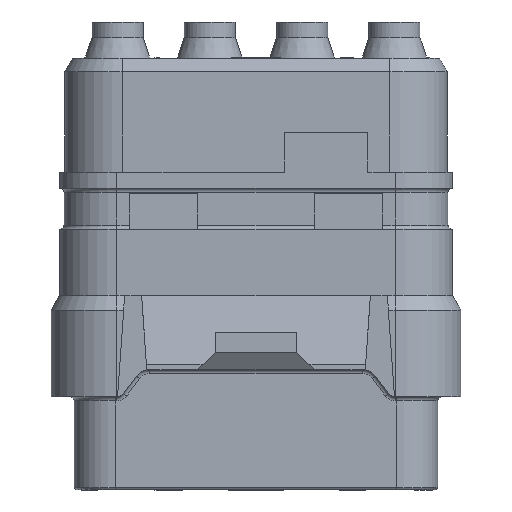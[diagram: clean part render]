
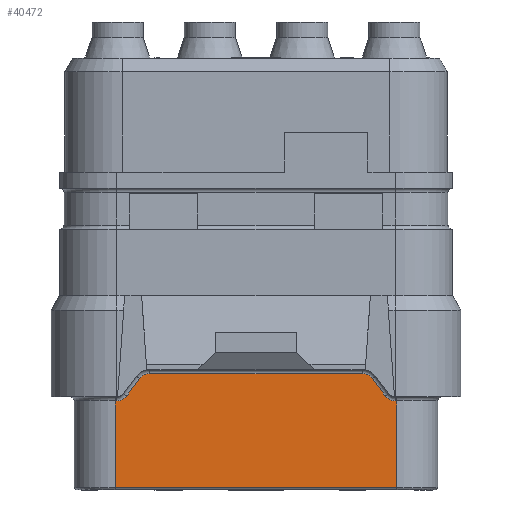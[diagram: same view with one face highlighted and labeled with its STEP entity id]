
A CAD part, front view. The second image highlights one B-rep face of the part: STEP entity #40472.
In plain terms, the highlighted planar face has unit normal (0, -1, 0).
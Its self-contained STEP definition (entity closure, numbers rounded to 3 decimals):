
#5678=DIRECTION('',(-1.,0.,0.));
#5679=VECTOR('',#5678,10.32);
#5680=CARTESIAN_POINT('',(5.16,-5.81,-11.54));
#5681=LINE('',#5680,#5679);
#5702=DIRECTION('',(0.,0.,-1.));
#5703=VECTOR('',#5702,3.16);
#5704=CARTESIAN_POINT('',(-5.16,-5.81,-8.38));
#5705=LINE('',#5704,#5703);
#6756=DIRECTION('',(-0.6,0.,0.8));
#6757=VECTOR('',#6756,0.8);
#6758=CARTESIAN_POINT('',(4.74,-5.81,-8.2));
#6759=LINE('',#6758,#6757);
#6770=CARTESIAN_POINT('',(5.1,-5.81,-7.93));
#6771=DIRECTION('',(0.,1.,0.));
#6772=DIRECTION('',(0.,0.,-1.));
#6773=AXIS2_PLACEMENT_3D('',#6770,#6771,#6772);
#6790=DIRECTION('',(-1.,0.,0.));
#6791=VECTOR('',#6790,0.06);
#6792=CARTESIAN_POINT('',(5.16,-5.81,-8.38));
#6793=LINE('',#6792,#6791);
#6849=DIRECTION('',(0.,0.,-1.));
#6850=VECTOR('',#6849,3.16);
#6851=CARTESIAN_POINT('',(5.16,-5.81,-8.38));
#6852=LINE('',#6851,#6850);
#6862=DIRECTION('',(-1.,0.,0.));
#6863=VECTOR('',#6862,0.06);
#6864=CARTESIAN_POINT('',(-5.1,-5.81,-8.38));
#6865=LINE('',#6864,#6863);
#6876=CARTESIAN_POINT('',(-5.1,-5.81,-7.93));
#6877=DIRECTION('',(0.,1.,0.));
#6878=DIRECTION('',(0.8,0.,-0.6));
#6879=AXIS2_PLACEMENT_3D('',#6876,#6877,#6878);
#6890=DIRECTION('',(-0.6,0.,-0.8));
#6891=VECTOR('',#6890,0.8);
#6892=CARTESIAN_POINT('',(-4.26,-5.81,-7.56));
#6893=LINE('',#6892,#6891);
#6908=CARTESIAN_POINT('',(-3.9,-5.81,-7.83));
#6909=DIRECTION('',(0.,-1.,0.));
#6910=DIRECTION('',(0.,0.,1.));
#6911=AXIS2_PLACEMENT_3D('',#6908,#6909,#6910);
#6918=DIRECTION('',(-1.,0.,0.));
#6919=VECTOR('',#6918,7.8);
#6920=CARTESIAN_POINT('',(3.9,-5.81,-7.38));
#6921=LINE('',#6920,#6919);
#6932=CARTESIAN_POINT('',(3.9,-5.81,-7.83));
#6933=DIRECTION('',(0.,-1.,0.));
#6934=DIRECTION('',(0.8,0.,0.6));
#6935=AXIS2_PLACEMENT_3D('',#6932,#6933,#6934);
#27859=CARTESIAN_POINT('',(5.16,-5.81,-11.54));
#27860=VERTEX_POINT('',#27859);
#27863=CARTESIAN_POINT('',(-5.16,-5.81,-11.54));
#27864=VERTEX_POINT('',#27863);
#27893=CARTESIAN_POINT('',(-5.16,-5.81,-8.38));
#27894=VERTEX_POINT('',#27893);
#27897=CARTESIAN_POINT('',(-5.1,-5.81,-8.38));
#27898=VERTEX_POINT('',#27897);
#27901=CARTESIAN_POINT('',(-4.74,-5.81,-8.2));
#27902=VERTEX_POINT('',#27901);
#27905=CARTESIAN_POINT('',(-4.26,-5.81,-7.56));
#27906=VERTEX_POINT('',#27905);
#27907=CARTESIAN_POINT('',(-3.9,-5.81,-7.38));
#27908=VERTEX_POINT('',#27907);
#27909=CARTESIAN_POINT('',(3.9,-5.81,-7.38));
#27910=VERTEX_POINT('',#27909);
#27911=CARTESIAN_POINT('',(4.26,-5.81,-7.56));
#27912=VERTEX_POINT('',#27911);
#27917=CARTESIAN_POINT('',(4.74,-5.81,-8.2));
#27918=VERTEX_POINT('',#27917);
#27921=CARTESIAN_POINT('',(5.1,-5.81,-8.38));
#27922=VERTEX_POINT('',#27921);
#27925=CARTESIAN_POINT('',(5.16,-5.81,-8.38));
#27926=VERTEX_POINT('',#27925);
#40447=CARTESIAN_POINT('',(5.16,-5.81,-8.23));
#40448=DIRECTION('',(0.,-1.,0.));
#40449=DIRECTION('',(-1.,0.,0.));
#40450=AXIS2_PLACEMENT_3D('',#40447,#40448,#40449);
#40451=PLANE('',#40450);
#40453=ORIENTED_EDGE('',*,*,#40452,.F.);
#40455=ORIENTED_EDGE('',*,*,#40454,.F.);
#40457=ORIENTED_EDGE('',*,*,#40456,.F.);
#40459=ORIENTED_EDGE('',*,*,#40458,.F.);
#40461=ORIENTED_EDGE('',*,*,#40460,.F.);
#40463=ORIENTED_EDGE('',*,*,#40462,.F.);
#40464=ORIENTED_EDGE('',*,*,#40306,.F.);
#40465=ORIENTED_EDGE('',*,*,#40322,.F.);
#40466=ORIENTED_EDGE('',*,*,#40361,.F.);
#40467=ORIENTED_EDGE('',*,*,#40442,.T.);
#40468=ORIENTED_EDGE('',*,*,#38930,.T.);
#40469=ORIENTED_EDGE('',*,*,#38956,.F.);
#40470=EDGE_LOOP('',(#40453,#40455,#40457,#40459,#40461,#40463,#40464,#40465,
#40466,#40467,#40468,#40469));
#40471=FACE_OUTER_BOUND('',#40470,.F.);
#40472=ADVANCED_FACE('',(#40471),#40451,.T.);
#6774=CIRCLE('',#6773,0.45);
#6880=CIRCLE('',#6879,0.45);
#6912=CIRCLE('',#6911,0.45);
#6936=CIRCLE('',#6935,0.45);
#38930=EDGE_CURVE('',#27860,#27864,#5681,.T.);
#38956=EDGE_CURVE('',#27894,#27864,#5705,.T.);
#40306=EDGE_CURVE('',#27918,#27912,#6759,.T.);
#40322=EDGE_CURVE('',#27922,#27918,#6774,.T.);
#40361=EDGE_CURVE('',#27926,#27922,#6793,.T.);
#40442=EDGE_CURVE('',#27926,#27860,#6852,.T.);
#40452=EDGE_CURVE('',#27898,#27894,#6865,.T.);
#40454=EDGE_CURVE('',#27902,#27898,#6880,.T.);
#40456=EDGE_CURVE('',#27906,#27902,#6893,.T.);
#40458=EDGE_CURVE('',#27908,#27906,#6912,.T.);
#40460=EDGE_CURVE('',#27910,#27908,#6921,.T.);
#40462=EDGE_CURVE('',#27912,#27910,#6936,.T.);
